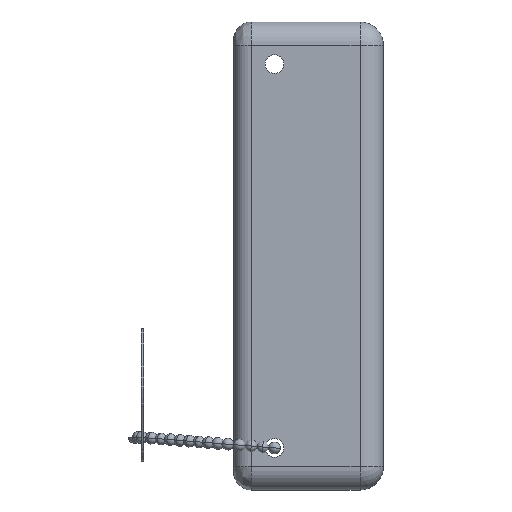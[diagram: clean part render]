
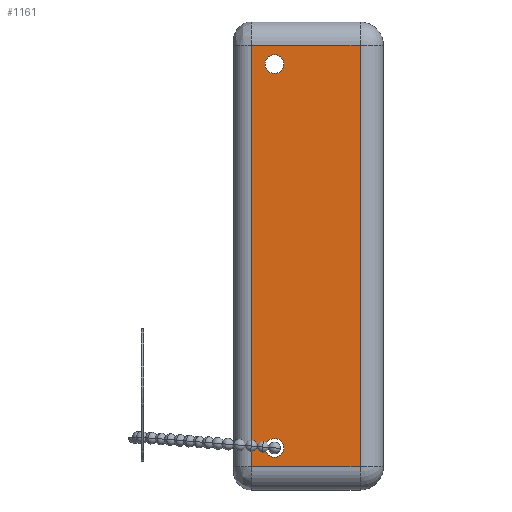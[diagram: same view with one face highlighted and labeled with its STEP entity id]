
A CAD part, left-side view. The second image highlights one B-rep face of the part: STEP entity #1161.
In plain terms, the highlighted planar face has unit normal (-1, 0, 0).
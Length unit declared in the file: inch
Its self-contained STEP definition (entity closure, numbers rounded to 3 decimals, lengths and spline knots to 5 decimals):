
#271=DIRECTION('',(0.,1.,0.));
#272=VECTOR('',#271,1.163);
#273=CARTESIAN_POINT('',(-0.775,0.25,2.25));
#274=LINE('',#273,#272);
#275=DIRECTION('',(0.,0.,1.));
#276=VECTOR('',#275,4.5);
#277=CARTESIAN_POINT('',(-0.775,1.413,-2.25));
#278=LINE('',#277,#276);
#279=DIRECTION('',(0.,0.,-1.));
#280=VECTOR('',#279,4.5);
#281=CARTESIAN_POINT('',(-0.775,0.25,2.25));
#282=LINE('',#281,#280);
#283=DIRECTION('',(0.,1.,0.));
#284=VECTOR('',#283,1.163);
#285=CARTESIAN_POINT('',(-0.775,0.25,-2.25));
#286=LINE('',#285,#284);
#287=CARTESIAN_POINT('',(-0.775,1.165,-2.05));
#288=DIRECTION('',(-1.,0.,0.));
#289=DIRECTION('',(0.,-1.,0.));
#290=AXIS2_PLACEMENT_3D('',#287,#288,#289);
#292=CARTESIAN_POINT('',(-0.775,1.165,-2.05));
#293=DIRECTION('',(-1.,0.,0.));
#294=DIRECTION('',(0.,1.,0.));
#295=AXIS2_PLACEMENT_3D('',#292,#293,#294);
#297=CARTESIAN_POINT('',(-0.775,1.165,2.05));
#298=DIRECTION('',(-1.,0.,0.));
#299=DIRECTION('',(0.,-1.,0.));
#300=AXIS2_PLACEMENT_3D('',#297,#298,#299);
#302=CARTESIAN_POINT('',(-0.775,1.165,2.05));
#303=DIRECTION('',(-1.,0.,0.));
#304=DIRECTION('',(0.,1.,0.));
#305=AXIS2_PLACEMENT_3D('',#302,#303,#304);
#633=CARTESIAN_POINT('',(-0.775,0.25,2.25));
#634=VERTEX_POINT('',#633);
#637=CARTESIAN_POINT('',(-0.775,0.25,-2.25));
#638=VERTEX_POINT('',#637);
#655=CARTESIAN_POINT('',(-0.775,1.413,-2.25));
#656=VERTEX_POINT('',#655);
#659=CARTESIAN_POINT('',(-0.775,1.413,2.25));
#660=VERTEX_POINT('',#659);
#685=CARTESIAN_POINT('',(-0.775,1.065,-2.05));
#686=CARTESIAN_POINT('',(-0.775,1.265,-2.05));
#687=VERTEX_POINT('',#685);
#688=VERTEX_POINT('',#686);
#749=CARTESIAN_POINT('',(-0.775,1.065,2.05));
#750=CARTESIAN_POINT('',(-0.775,1.265,2.05));
#751=VERTEX_POINT('',#749);
#752=VERTEX_POINT('',#750);
#1136=CARTESIAN_POINT('',(-0.775,0.,-2.25));
#1137=DIRECTION('',(-1.,0.,0.));
#1138=DIRECTION('',(0.,0.,1.));
#1139=AXIS2_PLACEMENT_3D('',#1136,#1137,#1138);
#1140=PLANE('',#1139);
#1141=ORIENTED_EDGE('',*,*,#1038,.T.);
#1142=ORIENTED_EDGE('',*,*,#1131,.F.);
#1144=ORIENTED_EDGE('',*,*,#1143,.T.);
#1146=ORIENTED_EDGE('',*,*,#1145,.T.);
#1147=EDGE_LOOP('',(#1141,#1142,#1144,#1146));
#1148=FACE_OUTER_BOUND('',#1147,.F.);
#1150=ORIENTED_EDGE('',*,*,#1149,.T.);
#1152=ORIENTED_EDGE('',*,*,#1151,.T.);
#1153=EDGE_LOOP('',(#1150,#1152));
#1154=FACE_BOUND('',#1153,.F.);
#1156=ORIENTED_EDGE('',*,*,#1155,.T.);
#1158=ORIENTED_EDGE('',*,*,#1157,.T.);
#1159=EDGE_LOOP('',(#1156,#1158));
#1160=FACE_BOUND('',#1159,.F.);
#291=CIRCLE('',#290,0.1);
#296=CIRCLE('',#295,0.1);
#301=CIRCLE('',#300,0.1);
#306=CIRCLE('',#305,0.1);
#1038=EDGE_CURVE('',#656,#660,#278,.T.);
#1131=EDGE_CURVE('',#634,#660,#274,.T.);
#1143=EDGE_CURVE('',#634,#638,#282,.T.);
#1145=EDGE_CURVE('',#638,#656,#286,.T.);
#1149=EDGE_CURVE('',#687,#688,#291,.T.);
#1151=EDGE_CURVE('',#688,#687,#296,.T.);
#1155=EDGE_CURVE('',#751,#752,#301,.T.);
#1157=EDGE_CURVE('',#752,#751,#306,.T.);
#1161=ADVANCED_FACE('',(#1148,#1154,#1160),#1140,.T.);
